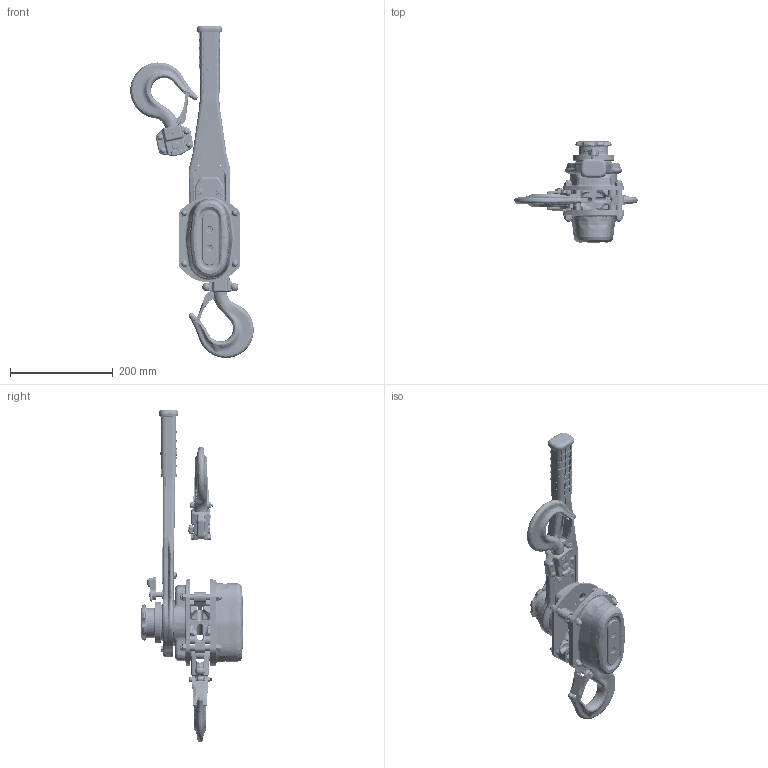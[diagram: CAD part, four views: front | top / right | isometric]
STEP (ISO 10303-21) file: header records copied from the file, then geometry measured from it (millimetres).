
FILE_DESCRIPTION((''),'2;1');
FILE_NAME('Fig.53-07 - 3,2t - 1.stp','2017-05-17T14:43:49',('goettelm'),(''),'Autodesk Inventor 2010','Autodesk Inventor 2010','');
FILE_SCHEMA(('AUTOMOTIVE_DESIGN { 1 0 10303 214 1 1 1 1 }'));
Length unit declared in the file: millimetre
Products named in the file (1): Fig.53-07 - 3,2t - 1
Bounding box: 239.85 x 196.5 x 645.1 mm (x, y, z)
Volume: 1299165.9 mm3; surface area: 641804.8 mm2
Topology: 68 solids, 69 shells, 8716 faces, 23366 edges, 14826 vertices
Faces by surface type: bspline 3461, plane 2991, cylinder 1831, cone 433
Full cylindrical faces by diameter (mm): 1 x4, 2.001 x1, 2.5 x1, 3 x17, 4 x8, 4.5 x1, 5 x2, 6 x55, 6.3 x8, 6.5 x2, 7 x2, 7.2 x4, 8 x4, 8.3 x20, 8.5 x7, 9 x6, 9.8 x1, 10 x3, 11 x6, 11.2 x1, 12 x10, 12.173 x1, 13 x10, 13.5 x2, 13.8 x1, 14 x2, 16 x8, 16.2 x2, 16.5 x2, 18 x2
Entity records: 519950 total; most frequent: CARTESIAN_POINT 317914, ORIENTED_EDGE 45338, DIRECTION 32758, EDGE_CURVE 22669, VERTEX_POINT 14605, AXIS2_PLACEMENT_3D 11604, VECTOR 9550, LINE 9550
